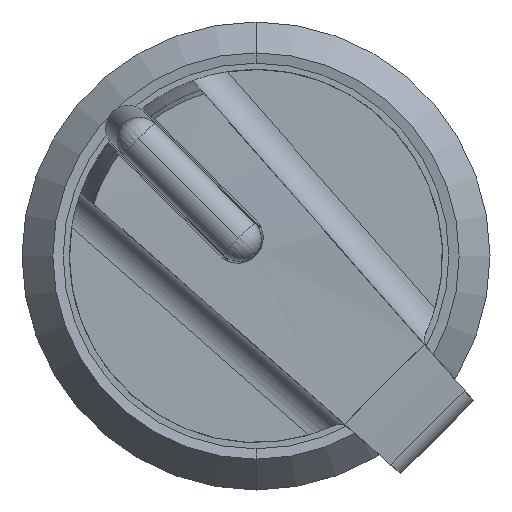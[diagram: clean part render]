
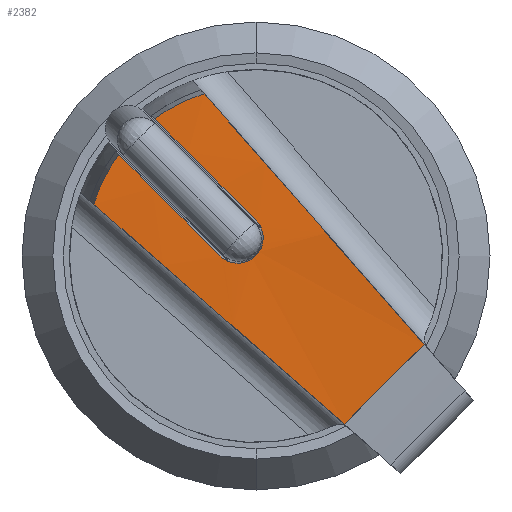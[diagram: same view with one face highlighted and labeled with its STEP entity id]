
A CAD part, front view. The second image highlights one B-rep face of the part: STEP entity #2382.
In plain terms, the highlighted cylindrical face has radius 88.5 mm (diameter 177 mm), a partial arc.
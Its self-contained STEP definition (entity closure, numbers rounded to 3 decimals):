
#1000=EDGE_CURVE('',#1160,#2370,#2710,.T.);
#1004=VERTEX_POINT('',#2714);
#1160=VERTEX_POINT('',#2890);
#1318=VERTEX_POINT('',#3061);
#1440=VERTEX_POINT('',#3199);
#1564=VERTEX_POINT('',#3341);
#1612=EDGE_CURVE('',#1732,#1318,#3392,.T.);
#1620=EDGE_CURVE('',#1564,#1160,#3400,.T.);
#1644=EDGE_CURVE('',#2534,#1564,#3426,.T.);
#1708=EDGE_CURVE('',#2288,#1318,#3498,.T.);
#1732=VERTEX_POINT('',#3522);
#1806=EDGE_CURVE('',#1440,#1732,#3606,.T.);
#1878=EDGE_CURVE('',#1004,#2370,#3686,.T.);
#2102=EDGE_CURVE('',#2288,#1004,#3928,.T.);
#2288=VERTEX_POINT('',#4132);
#2366=EDGE_CURVE('',#1440,#2534,#4217,.T.);
#2370=VERTEX_POINT('',#4221);
#2382=ADVANCED_FACE('',(#4235),#4236,.T.);
#2534=VERTEX_POINT('',#4398);
#2710=B_SPLINE_CURVE_WITH_KNOTS('',3,(#5067,#5068,#5069,#5070,#5071,#5072,#5073,#5074),.UNSPECIFIED.,.F.,.F.,(4,1,1,1,1,4),(0.0,0.2,0.4,0.6,0.8,1.0),.UNSPECIFIED.);
#2714=CARTESIAN_POINT('',(5.564,-26.96,-10.59));
#2890=CARTESIAN_POINT('',(-8.651,-27.064,6.388));
#3061=CARTESIAN_POINT('',(-3.265,-27.19,10.224));
#3199=CARTESIAN_POINT('',(-0.014,-27.689,2.277));
#3341=CARTESIAN_POINT('',(-2.277,-27.689,0.014));
#3392=B_SPLINE_CURVE_WITH_KNOTS('',3,(#6345,#6346,#6347,#6348,#6349,#6350,#6351,#6352),.UNSPECIFIED.,.F.,.F.,(4,1,1,1,1,4),(0.0,0.2,0.4,0.6,0.8,1.0),.UNSPECIFIED.);
#3400=CIRCLE('',#6371,88.5);
#3426=B_SPLINE_CURVE_WITH_KNOTS('',3,(#6414,#6415,#6416,#6417,#6418,#6419,#6420,#6421,#6422,#6423,#6424,#6425,#6426,#6427,#6428,#6429,#6430,#6431,#6432,#6433,#6434,#6435,#6436,#6437,#6438,#6439,#6440),.UNSPECIFIED.,.F.,.F.,(4,1,1,1,1,1,1,1,1,1,1,1,1,1,1,1,1,1,1,1,1,1,1,1,4),(0.0,0.042,0.083,0.125,0.167,0.208,0.25,0.292,0.333,0.375,0.417,0.458,0.5,0.542,0.583,0.625,0.667,0.708,0.75,0.792,0.833,0.875,0.917,0.958,1.0),.UNSPECIFIED.);
#3498=B_SPLINE_CURVE_WITH_KNOTS('',3,(#6557,#6558,#6559,#6560,#6561),.UNSPECIFIED.,.F.,.F.,(4,1,4),(0.0,0.5,1.0),.UNSPECIFIED.);
#3522=CARTESIAN_POINT('',(-6.388,-27.064,8.651));
#3606=CIRCLE('',#6727,88.5);
#3686=B_SPLINE_CURVE_WITH_KNOTS('',3,(#6860,#6861,#6862,#6863,#6864),.UNSPECIFIED.,.F.,.F.,(4,1,4),(0.0,0.5,1.0),.UNSPECIFIED.);
#3928=LINE('',#7277,#7278);
#4132=CARTESIAN_POINT('',(10.59,-26.96,-5.564));
#4217=B_SPLINE_CURVE_WITH_KNOTS('',3,(#8357,#8358,#8359,#8360,#8361,#8362,#8363,#8364,#8365,#8366,#8367,#8368,#8369,#8370,#8371,#8372,#8373,#8374,#8375,#8376,#8377,#8378,#8379,#8380,#8381,#8382,#8383),.UNSPECIFIED.,.F.,.F.,(4,1,1,1,1,1,1,1,1,1,1,1,1,1,1,1,1,1,1,1,1,1,1,1,4),(0.0,0.042,0.083,0.125,0.167,0.208,0.25,0.292,0.333,0.375,0.417,0.458,0.5,0.542,0.583,0.625,0.667,0.708,0.75,0.792,0.833,0.875,0.917,0.958,1.0),.UNSPECIFIED.);
#4221=CARTESIAN_POINT('',(-10.224,-27.19,3.265));
#4235=FACE_OUTER_BOUND('',#8412,.T.);
#4236=CYLINDRICAL_SURFACE('',#8413,88.5);
#4398=CARTESIAN_POINT('',(-0.014,-27.703,0.014));
#5067=CARTESIAN_POINT('',(-8.651,-27.064,6.388));
#5068=CARTESIAN_POINT('',(-8.789,-27.069,6.2));
#5069=CARTESIAN_POINT('',(-9.052,-27.079,5.814));
#5070=CARTESIAN_POINT('',(-9.41,-27.1,5.209));
#5071=CARTESIAN_POINT('',(-9.725,-27.125,4.582));
#5072=CARTESIAN_POINT('',(-10.,-27.155,3.933));
#5073=CARTESIAN_POINT('',(-10.154,-27.178,3.49));
#5074=CARTESIAN_POINT('',(-10.224,-27.19,3.265));
#6345=CARTESIAN_POINT('',(-6.388,-27.064,8.651));
#6346=CARTESIAN_POINT('',(-6.2,-27.069,8.789));
#6347=CARTESIAN_POINT('',(-5.814,-27.079,9.052));
#6348=CARTESIAN_POINT('',(-5.209,-27.1,9.41));
#6349=CARTESIAN_POINT('',(-4.582,-27.125,9.725));
#6350=CARTESIAN_POINT('',(-3.933,-27.155,10.));
#6351=CARTESIAN_POINT('',(-3.49,-27.178,10.154));
#6352=CARTESIAN_POINT('',(-3.265,-27.19,10.224));
#6371=AXIS2_PLACEMENT_3D('',#9777,#9778,#9779);
#6414=CARTESIAN_POINT('',(-0.014,-27.689,2.277));
#6415=CARTESIAN_POINT('',(0.035,-27.69,2.228));
#6416=CARTESIAN_POINT('',(0.127,-27.692,2.122));
#6417=CARTESIAN_POINT('',(0.244,-27.695,1.948));
#6418=CARTESIAN_POINT('',(0.337,-27.698,1.76));
#6419=CARTESIAN_POINT('',(0.404,-27.699,1.561));
#6420=CARTESIAN_POINT('',(0.445,-27.701,1.355));
#6421=CARTESIAN_POINT('',(0.459,-27.702,1.146));
#6422=CARTESIAN_POINT('',(0.445,-27.702,0.936));
#6423=CARTESIAN_POINT('',(0.404,-27.703,0.73));
#6424=CARTESIAN_POINT('',(0.337,-27.703,0.532));
#6425=CARTESIAN_POINT('',(0.244,-27.703,0.343));
#6426=CARTESIAN_POINT('',(0.127,-27.703,0.169));
#6427=CARTESIAN_POINT('',(-0.011,-27.703,0.011));
#6428=CARTESIAN_POINT('',(-0.169,-27.703,-0.127));
#6429=CARTESIAN_POINT('',(-0.343,-27.703,-0.244));
#6430=CARTESIAN_POINT('',(-0.532,-27.703,-0.337));
#6431=CARTESIAN_POINT('',(-0.73,-27.703,-0.404));
#6432=CARTESIAN_POINT('',(-0.936,-27.702,-0.445));
#6433=CARTESIAN_POINT('',(-1.146,-27.702,-0.459));
#6434=CARTESIAN_POINT('',(-1.355,-27.701,-0.445));
#6435=CARTESIAN_POINT('',(-1.561,-27.699,-0.404));
#6436=CARTESIAN_POINT('',(-1.76,-27.698,-0.337));
#6437=CARTESIAN_POINT('',(-1.948,-27.695,-0.244));
#6438=CARTESIAN_POINT('',(-2.122,-27.692,-0.127));
#6439=CARTESIAN_POINT('',(-2.228,-27.69,-0.035));
#6440=CARTESIAN_POINT('',(-2.277,-27.689,0.014));
#6557=CARTESIAN_POINT('',(10.59,-26.96,-5.564));
#6558=CARTESIAN_POINT('',(8.284,-27.415,-2.936));
#6559=CARTESIAN_POINT('',(3.669,-27.904,2.323));
#6560=CARTESIAN_POINT('',(-0.953,-27.568,7.589));
#6561=CARTESIAN_POINT('',(-3.265,-27.19,10.224));
#6727=AXIS2_PLACEMENT_3D('',#10013,#10014,#10015);
#6860=CARTESIAN_POINT('',(5.564,-26.96,-10.59));
#6861=CARTESIAN_POINT('',(2.936,-27.415,-8.284));
#6862=CARTESIAN_POINT('',(-2.323,-27.904,-3.669));
#6863=CARTESIAN_POINT('',(-7.589,-27.568,0.953));
#6864=CARTESIAN_POINT('',(-10.224,-27.19,3.265));
#7277=CARTESIAN_POINT('',(10.59,-26.96,-5.564));
#7278=VECTOR('',#10350,7.108);
#8357=CARTESIAN_POINT('',(-0.014,-27.689,2.277));
#8358=CARTESIAN_POINT('',(0.035,-27.69,2.228));
#8359=CARTESIAN_POINT('',(0.127,-27.692,2.122));
#8360=CARTESIAN_POINT('',(0.244,-27.695,1.948));
#8361=CARTESIAN_POINT('',(0.337,-27.698,1.76));
#8362=CARTESIAN_POINT('',(0.404,-27.699,1.561));
#8363=CARTESIAN_POINT('',(0.445,-27.701,1.355));
#8364=CARTESIAN_POINT('',(0.459,-27.702,1.146));
#8365=CARTESIAN_POINT('',(0.445,-27.702,0.936));
#8366=CARTESIAN_POINT('',(0.404,-27.703,0.73));
#8367=CARTESIAN_POINT('',(0.337,-27.703,0.532));
#8368=CARTESIAN_POINT('',(0.244,-27.703,0.343));
#8369=CARTESIAN_POINT('',(0.127,-27.703,0.169));
#8370=CARTESIAN_POINT('',(-0.011,-27.703,0.011));
#8371=CARTESIAN_POINT('',(-0.169,-27.703,-0.127));
#8372=CARTESIAN_POINT('',(-0.343,-27.703,-0.244));
#8373=CARTESIAN_POINT('',(-0.532,-27.703,-0.337));
#8374=CARTESIAN_POINT('',(-0.73,-27.703,-0.404));
#8375=CARTESIAN_POINT('',(-0.936,-27.702,-0.445));
#8376=CARTESIAN_POINT('',(-1.146,-27.702,-0.459));
#8377=CARTESIAN_POINT('',(-1.355,-27.701,-0.445));
#8378=CARTESIAN_POINT('',(-1.561,-27.699,-0.404));
#8379=CARTESIAN_POINT('',(-1.76,-27.698,-0.337));
#8380=CARTESIAN_POINT('',(-1.948,-27.695,-0.244));
#8381=CARTESIAN_POINT('',(-2.122,-27.692,-0.127));
#8382=CARTESIAN_POINT('',(-2.228,-27.69,-0.035));
#8383=CARTESIAN_POINT('',(-2.277,-27.689,0.014));
#8412=EDGE_LOOP('',(#10659,#10660,#10661,#10662,#10663,#10664,#10665,#10666,#10667));
#8413=AXIS2_PLACEMENT_3D('',#10668,#10669,#10670);
#9777=CARTESIAN_POINT('',(-1.146,60.797,-1.117));
#9778=DIRECTION('',(-0.707,0.,-0.707));
#9779=DIRECTION('',(-0.013,-1.,0.013));
#10013=CARTESIAN_POINT('',(1.117,60.797,1.146));
#10014=DIRECTION('',(-0.707,0.,-0.707));
#10015=DIRECTION('',(-0.013,-1.,0.013));
#10350=DIRECTION('',(-0.707,0.0,-0.707));
#10659=ORIENTED_EDGE('',*,*,#1708,.T.);
#10660=ORIENTED_EDGE('',*,*,#1612,.F.);
#10661=ORIENTED_EDGE('',*,*,#1806,.F.);
#10662=ORIENTED_EDGE('',*,*,#2366,.T.);
#10663=ORIENTED_EDGE('',*,*,#1644,.T.);
#10664=ORIENTED_EDGE('',*,*,#1620,.T.);
#10665=ORIENTED_EDGE('',*,*,#1000,.T.);
#10666=ORIENTED_EDGE('',*,*,#1878,.F.);
#10667=ORIENTED_EDGE('',*,*,#2102,.F.);
#10668=CARTESIAN_POINT('',(-0.014,60.797,0.014));
#10669=DIRECTION('',(-0.707,-0.0,-0.707));
#10670=DIRECTION('',(0.707,0.0,-0.707));
